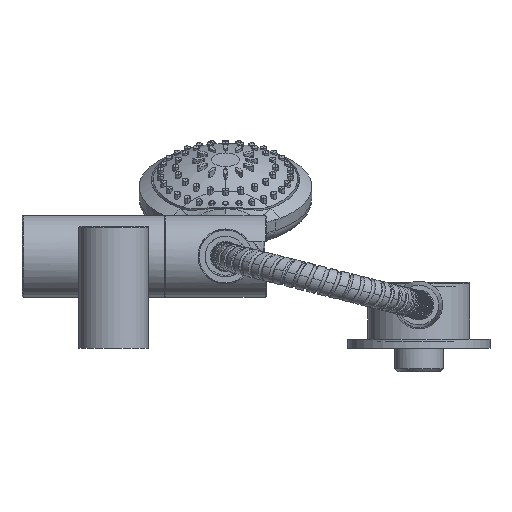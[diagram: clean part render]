
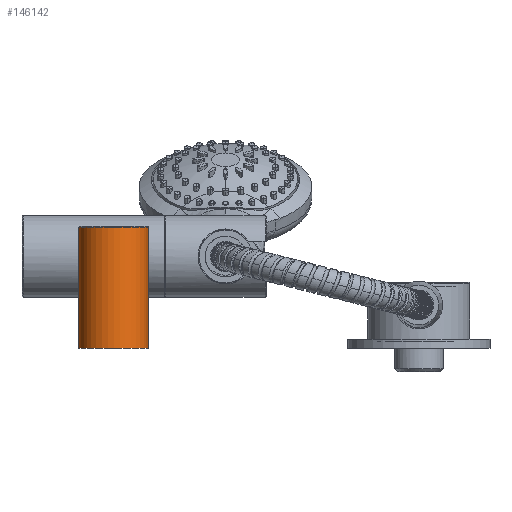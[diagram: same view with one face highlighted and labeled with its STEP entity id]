
A CAD part, front view. The second image highlights one B-rep face of the part: STEP entity #146142.
In plain terms, the highlighted cylindrical face has radius 17 mm (diameter 34 mm), a partial arc.
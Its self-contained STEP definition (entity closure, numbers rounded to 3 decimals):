
#3181 = VECTOR ( 'NONE', #81219, 1000. ) ;
#10839 = CARTESIAN_POINT ( 'NONE',  ( -17., -546., 60. ) ) ;
#16098 = ORIENTED_EDGE ( 'NONE', *, *, #35008, .F. ) ;
#35008 = EDGE_CURVE ( 'NONE', #67961, #185891, #216436, .T. ) ;
#41657 = DIRECTION ( 'NONE',  ( -1., 0., 0. ) ) ;
#48788 = CARTESIAN_POINT ( 'NONE',  ( 0., -546., 0.5 ) ) ;
#54846 = EDGE_CURVE ( 'NONE', #65242, #67961, #158272, .T. ) ;
#56258 = DIRECTION ( 'NONE',  ( 1., 0., 0. ) ) ;
#58383 = CARTESIAN_POINT ( 'NONE',  ( 17., -546., 60. ) ) ;
#65242 = VERTEX_POINT ( 'NONE', #188879 ) ;
#67961 = VERTEX_POINT ( 'NONE', #130675 ) ;
#76784 = CIRCLE ( 'NONE', #205768, 17. ) ;
#81219 = DIRECTION ( 'NONE',  ( 0., 0., -1. ) ) ;
#85272 = CARTESIAN_POINT ( 'NONE',  ( 17., -546., 0.5 ) ) ;
#92436 = FACE_OUTER_BOUND ( 'NONE', #202745, .T. ) ;
#96016 = ORIENTED_EDGE ( 'NONE', *, *, #127149, .T. ) ;
#118319 = CARTESIAN_POINT ( 'NONE',  ( -17., -546., 0.5 ) ) ;
#119163 = DIRECTION ( 'NONE',  ( 0., 0., 1. ) ) ;
#127149 = EDGE_CURVE ( 'NONE', #150362, #185891, #76784, .T. ) ;
#128759 = DIRECTION ( 'NONE',  ( 0., 0., -1. ) ) ;
#129342 = CARTESIAN_POINT ( 'NONE',  ( 0., -546., 60. ) ) ;
#130675 = CARTESIAN_POINT ( 'NONE',  ( 17., -546., 60. ) ) ;
#131315 = EDGE_CURVE ( 'NONE', #65242, #150362, #168926, .T. ) ;
#143932 = CARTESIAN_POINT ( 'NONE',  ( 0., -546., 60. ) ) ;
#146142 = ADVANCED_FACE ( 'NONE', ( #92436 ), #162837, .T. ) ;
#147539 = VECTOR ( 'NONE', #128759, 1000. ) ;
#150362 = VERTEX_POINT ( 'NONE', #118319 ) ;
#158272 = CIRCLE ( 'NONE', #187797, 17. ) ;
#162837 = CYLINDRICAL_SURFACE ( 'NONE', #186861, 17. ) ;
#168926 = LINE ( 'NONE', #10839, #3181 ) ;
#174651 = ORIENTED_EDGE ( 'NONE', *, *, #54846, .F. ) ;
#185891 = VERTEX_POINT ( 'NONE', #85272 ) ;
#186861 = AXIS2_PLACEMENT_3D ( 'NONE', #129342, #199729, #41657 ) ;
#187797 = AXIS2_PLACEMENT_3D ( 'NONE', #143932, #214317, #56258 ) ;
#188879 = CARTESIAN_POINT ( 'NONE',  ( -17., -546., 60. ) ) ;
#189555 = DIRECTION ( 'NONE',  ( 1., 0., 0. ) ) ;
#193657 = ORIENTED_EDGE ( 'NONE', *, *, #131315, .T. ) ;
#199729 = DIRECTION ( 'NONE',  ( 0., 0., -1. ) ) ;
#202745 = EDGE_LOOP ( 'NONE', ( #16098, #174651, #193657, #96016 ) ) ;
#205768 = AXIS2_PLACEMENT_3D ( 'NONE', #48788, #119163, #189555 ) ;
#214317 = DIRECTION ( 'NONE',  ( 0., 0., 1. ) ) ;
#216436 = LINE ( 'NONE', #58383, #147539 ) ;
